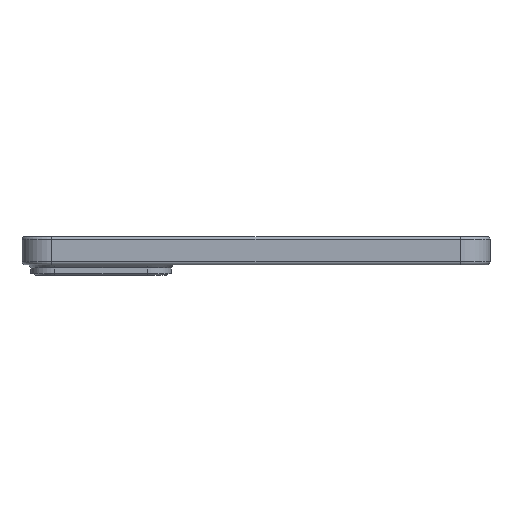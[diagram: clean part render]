
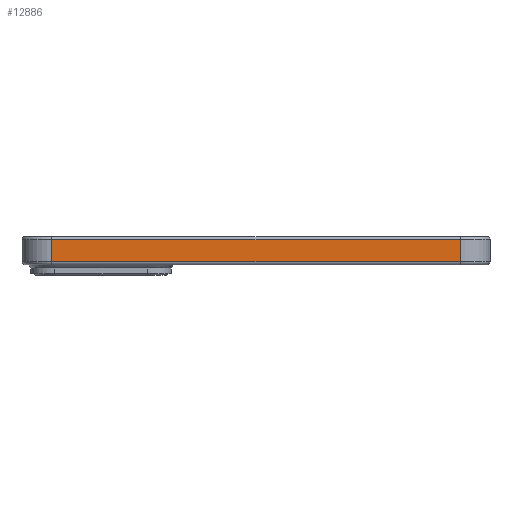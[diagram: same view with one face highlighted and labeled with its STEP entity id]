
A CAD part, left-side view. The second image highlights one B-rep face of the part: STEP entity #12886.
In plain terms, the highlighted planar face has unit normal (-1, 0, 0).
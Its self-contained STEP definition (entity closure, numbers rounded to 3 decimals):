
#524 = AXIS2_PLACEMENT_3D ( 'NONE', #3839, #7423, #8783 ) ;
#713 = CARTESIAN_POINT ( 'NONE',  ( -38.5, -68.5, 9.48 ) ) ;
#1135 = CARTESIAN_POINT ( 'NONE',  ( -38.5, 68.5, 1. ) ) ;
#2404 = CARTESIAN_POINT ( 'NONE',  ( -38.5, -68.5, 8.48 ) ) ;
#2479 = PLANE ( 'NONE',  #524 ) ;
#3309 = LINE ( 'NONE', #713, #15295 ) ;
#3543 = DIRECTION ( 'NONE',  ( 0., -1., 0. ) ) ;
#3839 = CARTESIAN_POINT ( 'NONE',  ( -38.5, 78.5, 9.48 ) ) ;
#4078 = ORIENTED_EDGE ( 'NONE', *, *, #5731, .T. ) ;
#4641 = EDGE_CURVE ( 'NONE', #13599, #6762, #15845, .T. ) ;
#4687 = DIRECTION ( 'NONE',  ( 0., 0., 1. ) ) ;
#4844 = VECTOR ( 'NONE', #9585, 1000. ) ;
#5731 = EDGE_CURVE ( 'NONE', #9645, #13599, #7218, .T. ) ;
#5834 = DIRECTION ( 'NONE',  ( 0., 0., -1. ) ) ;
#6624 = VECTOR ( 'NONE', #5834, 1000. ) ;
#6627 = EDGE_CURVE ( 'NONE', #11605, #9645, #15652, .T. ) ;
#6762 = VERTEX_POINT ( 'NONE', #8529 ) ;
#7086 = CARTESIAN_POINT ( 'NONE',  ( -38.5, 68.5, 8.48 ) ) ;
#7218 = LINE ( 'NONE', #8349, #6624 ) ;
#7423 = DIRECTION ( 'NONE',  ( 1., 0., 0. ) ) ;
#8342 = ORIENTED_EDGE ( 'NONE', *, *, #4641, .T. ) ;
#8349 = CARTESIAN_POINT ( 'NONE',  ( -38.5, 68.5, 9.48 ) ) ;
#8529 = CARTESIAN_POINT ( 'NONE',  ( -38.5, -68.5, 1. ) ) ;
#8783 = DIRECTION ( 'NONE',  ( 0., 1., 0. ) ) ;
#9585 = DIRECTION ( 'NONE',  ( 0., 1., 0. ) ) ;
#9645 = VERTEX_POINT ( 'NONE', #7086 ) ;
#10004 = FACE_OUTER_BOUND ( 'NONE', #13038, .T. ) ;
#11605 = VERTEX_POINT ( 'NONE', #2404 ) ;
#11939 = CARTESIAN_POINT ( 'NONE',  ( -38.5, 68.5, 8.48 ) ) ;
#12843 = ORIENTED_EDGE ( 'NONE', *, *, #13758, .T. ) ;
#12886 = ADVANCED_FACE ( 'NONE', ( #10004 ), #2479, .F. ) ;
#13013 = ORIENTED_EDGE ( 'NONE', *, *, #6627, .T. ) ;
#13038 = EDGE_LOOP ( 'NONE', ( #12843, #13013, #4078, #8342 ) ) ;
#13599 = VERTEX_POINT ( 'NONE', #1135 ) ;
#13758 = EDGE_CURVE ( 'NONE', #6762, #11605, #3309, .T. ) ;
#13825 = VECTOR ( 'NONE', #3543, 1000. ) ;
#14637 = CARTESIAN_POINT ( 'NONE',  ( -38.5, 78.5, 1. ) ) ;
#15295 = VECTOR ( 'NONE', #4687, 1000. ) ;
#15652 = LINE ( 'NONE', #11939, #4844 ) ;
#15845 = LINE ( 'NONE', #14637, #13825 ) ;
